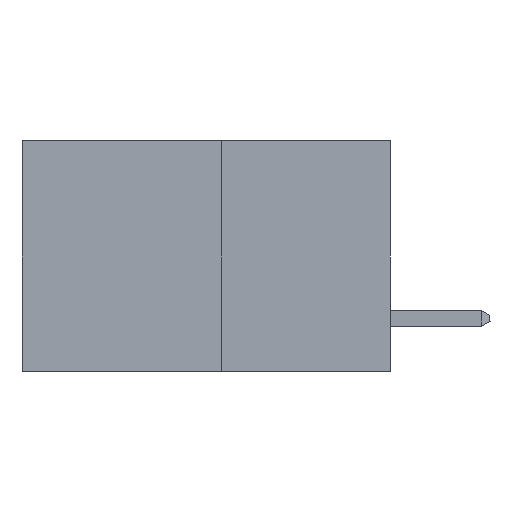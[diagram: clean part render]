
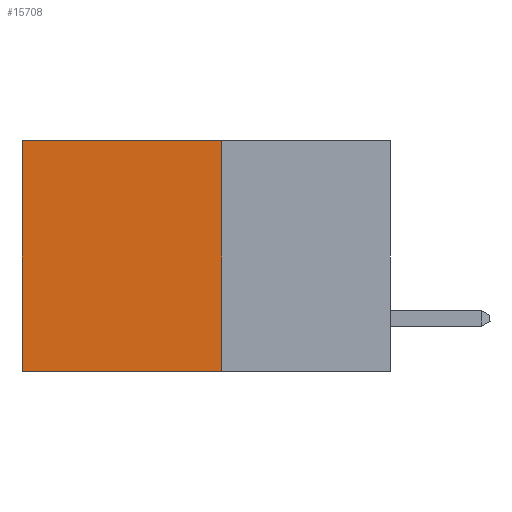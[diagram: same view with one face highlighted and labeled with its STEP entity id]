
A CAD part, left-side view. The second image highlights one B-rep face of the part: STEP entity #15708.
In plain terms, the highlighted planar face has unit normal (-1, 0, 0).
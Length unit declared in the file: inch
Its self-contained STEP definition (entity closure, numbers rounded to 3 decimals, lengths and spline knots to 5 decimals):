
#1728 = CARTESIAN_POINT ( 'NONE',  ( 0.277, 0.59, -0.37 ) ) ;
#2764 = ORIENTED_EDGE ( 'NONE', *, *, #26883, .T. ) ;
#3431 = CARTESIAN_POINT ( 'NONE',  ( 0.277, 0.27, -0.37 ) ) ;
#3841 = EDGE_CURVE ( 'NONE', #8533, #9262, #11066, .T. ) ;
#4710 = VECTOR ( 'NONE', #29041, 39.37008 ) ;
#5000 = ORIENTED_EDGE ( 'NONE', *, *, #3841, .T. ) ;
#5454 = EDGE_CURVE ( 'NONE', #18584, #26420, #11714, .T. ) ;
#7272 = LINE ( 'NONE', #13529, #26192 ) ;
#8533 = VERTEX_POINT ( 'NONE', #15502 ) ;
#8807 = DIRECTION ( 'NONE',  ( 0., 0., -1. ) ) ;
#9262 = VERTEX_POINT ( 'NONE', #26893 ) ;
#9352 = DIRECTION ( 'NONE',  ( 0., 0., -1. ) ) ;
#9484 = EDGE_CURVE ( 'NONE', #8533, #18584, #7272, .T. ) ;
#9569 = CARTESIAN_POINT ( 'NONE',  ( 0.277, 0.59, -0.37 ) ) ;
#10046 = LINE ( 'NONE', #1728, #22723 ) ;
#10743 = DIRECTION ( 'NONE',  ( 0., 1., 0. ) ) ;
#11066 = LINE ( 'NONE', #15168, #21560 ) ;
#11714 = LINE ( 'NONE', #29143, #4710 ) ;
#13529 = CARTESIAN_POINT ( 'NONE',  ( 0.277, 0.27, -0.37 ) ) ;
#13590 = DIRECTION ( 'NONE',  ( 0., 0., -1. ) ) ;
#15168 = CARTESIAN_POINT ( 'NONE',  ( 0.277, 0.27, 0. ) ) ;
#15502 = CARTESIAN_POINT ( 'NONE',  ( 0.277, 0.27, 0. ) ) ;
#15708 = ADVANCED_FACE ( 'NONE', ( #22560 ), #16458, .F. ) ;
#16458 = PLANE ( 'NONE',  #24189 ) ;
#18584 = VERTEX_POINT ( 'NONE', #3431 ) ;
#21244 = CARTESIAN_POINT ( 'NONE',  ( 0.277, 0.27, -0.37 ) ) ;
#21560 = VECTOR ( 'NONE', #10743, 39.37008 ) ;
#22560 = FACE_OUTER_BOUND ( 'NONE', #26709, .T. ) ;
#22723 = VECTOR ( 'NONE', #8807, 39.37008 ) ;
#23628 = DIRECTION ( 'NONE',  ( 1., 0., 0. ) ) ;
#24189 = AXIS2_PLACEMENT_3D ( 'NONE', #21244, #23628, #9352 ) ;
#25738 = ORIENTED_EDGE ( 'NONE', *, *, #9484, .F. ) ;
#26171 = ORIENTED_EDGE ( 'NONE', *, *, #5454, .F. ) ;
#26192 = VECTOR ( 'NONE', #13590, 39.37008 ) ;
#26420 = VERTEX_POINT ( 'NONE', #9569 ) ;
#26709 = EDGE_LOOP ( 'NONE', ( #2764, #26171, #25738, #5000 ) ) ;
#26883 = EDGE_CURVE ( 'NONE', #9262, #26420, #10046, .T. ) ;
#26893 = CARTESIAN_POINT ( 'NONE',  ( 0.277, 0.59, 0. ) ) ;
#29041 = DIRECTION ( 'NONE',  ( 0., 1., 0. ) ) ;
#29143 = CARTESIAN_POINT ( 'NONE',  ( 0.277, 0.27, -0.37 ) ) ;
